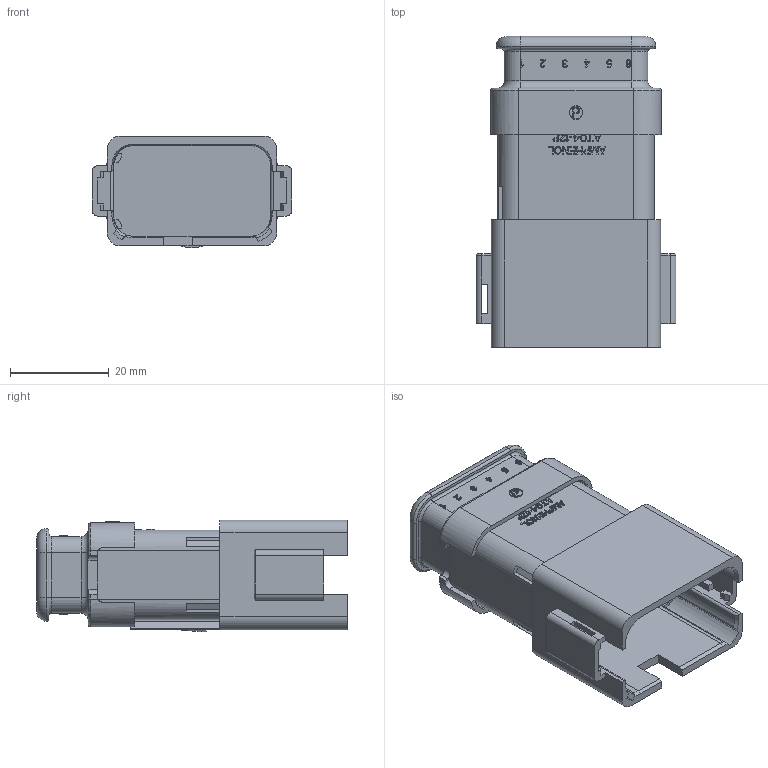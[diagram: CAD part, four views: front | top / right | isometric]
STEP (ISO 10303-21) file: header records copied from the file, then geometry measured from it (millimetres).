
FILE_DESCRIPTION((''),'2;1');
FILE_NAME('AT04-12PA-SR01_ASM','2015-06-29T',('jarry.li'),(''),'PRO/ENGINEER BY PARAMETRIC TECHNOLOGY CORPORATION, 2013230','PRO/ENGINEER BY PARAMETRIC TECHNOLOGY CORPORATION, 2013230','');
FILE_SCHEMA(('CONFIG_CONTROL_DESIGN'));
Length unit declared in the file: millimetre
Products named in the file (3): 26-54223-12PA; PL000310-P-XXX; AT04-12PA-SR01_ASM
Assembly tree (2 placements, depth 2):
  AT04-12PA-SR01_ASM
    26-54223-12PA
    PL000310-P-XXX
Bounding box: 40.45 x 62.9 x 22.63 mm (x, y, z)
Volume: 23403.1 mm3; surface area: 16157 mm2
Topology: 2 solids, 20 shells, 1998 faces, 5355 edges, 3514 vertices
Faces by surface type: plane 1297, extrusion 294, cylinder 236, torus 150, cone 19, sphere 2
Entity records: 63355 total; most frequent: CARTESIAN_POINT 13943, ORIENTED_EDGE 10710, DIRECTION 9114, EDGE_CURVE 5355, VECTOR 4214, LINE 3920, VERTEX_POINT 3514, AXIS2_PLACEMENT_3D 2450
